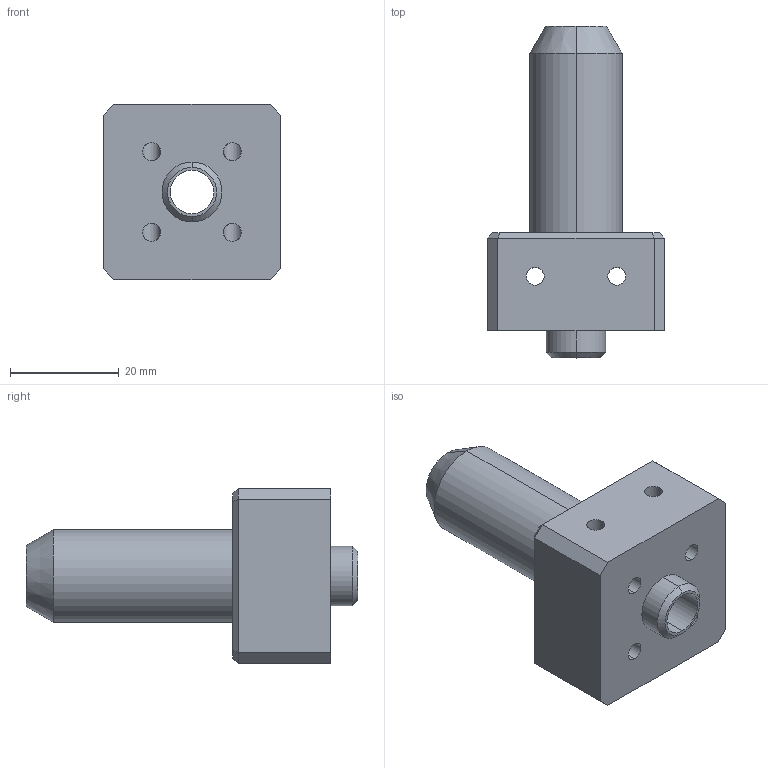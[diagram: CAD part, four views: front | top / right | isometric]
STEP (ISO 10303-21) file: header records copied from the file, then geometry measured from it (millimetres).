
FILE_DESCRIPTION (( 'STEP AP203' ), '1' );
FILE_NAME ('GUS-P1314_GUIDE VIS_21122020.STEP', '2020-12-21T15:37:49', ( '' ), ( '' ), 'SwSTEP 2.0', 'SolidWorks 2020', '' );
FILE_SCHEMA (( 'CONFIG_CONTROL_DESIGN' ));
Length unit declared in the file: millimetre
Products named in the file (1): GUS-P1314_GUIDE VIS_21122020
Bounding box: 32.7 x 61 x 32.2 mm (x, y, z)
Volume: 23474.2 mm3; surface area: 8778.6 mm2
Topology: 1 solids, 1 shells, 48 faces, 127 edges, 78 vertices
Faces by surface type: plane 24, cylinder 20, cone 4
Entity records: 1854 total; most frequent: CARTESIAN_POINT 562, ORIENTED_EDGE 254, DIRECTION 247, EDGE_CURVE 127, AXIS2_PLACEMENT_3D 87, VERTEX_POINT 78, LINE 73, VECTOR 73
